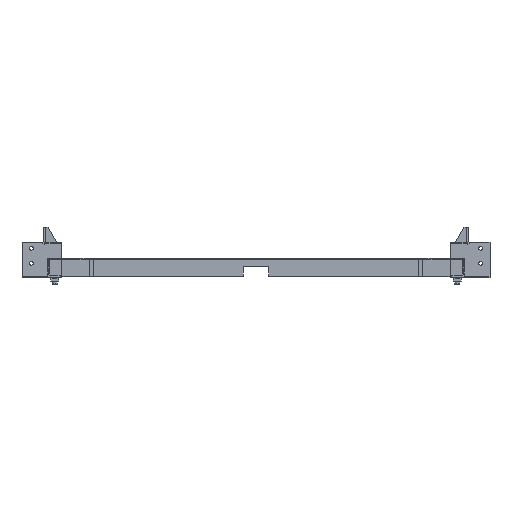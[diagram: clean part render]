
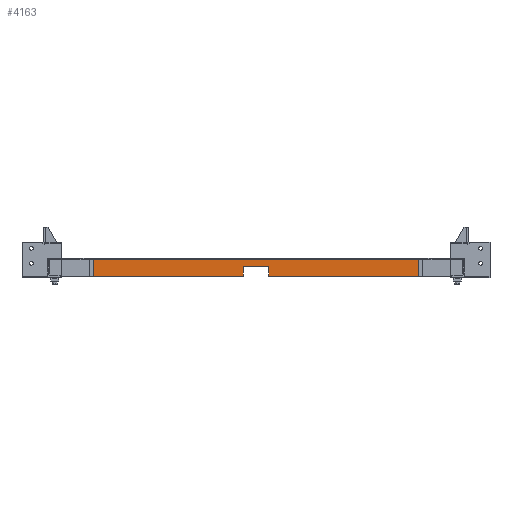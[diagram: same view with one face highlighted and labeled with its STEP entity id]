
A CAD part, front view. The second image highlights one B-rep face of the part: STEP entity #4163.
In plain terms, the highlighted planar face has unit normal (0, -1, 0).
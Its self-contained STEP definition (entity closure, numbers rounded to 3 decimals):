
#59 = LINE ( 'NONE', #1993, #21377 ) ;
#302 = CARTESIAN_POINT ( 'NONE',  ( 0., -1060.5, -30. ) ) ;
#573 = CARTESIAN_POINT ( 'NONE',  ( 271.5, -1060.5, -30. ) ) ;
#1311 = VERTEX_POINT ( 'NONE', #12721 ) ;
#1414 = EDGE_CURVE ( 'NONE', #1311, #2745, #6893, .T. ) ;
#1705 = VECTOR ( 'NONE', #3588, 1000. ) ;
#1744 = LINE ( 'NONE', #14975, #13729 ) ;
#1974 = LINE ( 'NONE', #11625, #1705 ) ;
#1993 = CARTESIAN_POINT ( 'NONE',  ( 271.5, -1060.5, -30. ) ) ;
#2071 = ORIENTED_EDGE ( 'NONE', *, *, #4893, .T. ) ;
#2113 = CARTESIAN_POINT ( 'NONE',  ( 21.5, -1060.5, -13.5 ) ) ;
#2403 = PLANE ( 'NONE',  #12033 ) ;
#2745 = VERTEX_POINT ( 'NONE', #6430 ) ;
#2910 = CARTESIAN_POINT ( 'NONE',  ( 0., -1060.5, -13.5 ) ) ;
#3098 = EDGE_CURVE ( 'NONE', #12288, #7581, #1744, .T. ) ;
#3202 = VERTEX_POINT ( 'NONE', #3361 ) ;
#3361 = CARTESIAN_POINT ( 'NONE',  ( -21.5, -1060.5, -13.5 ) ) ;
#3387 = EDGE_CURVE ( 'NONE', #1311, #16007, #20924, .T. ) ;
#3588 = DIRECTION ( 'NONE',  ( 0., 0., 1. ) ) ;
#3927 = LINE ( 'NONE', #19146, #10199 ) ;
#4163 = ADVANCED_FACE ( 'NONE', ( #17271 ), #2403, .F. ) ;
#4319 = EDGE_CURVE ( 'NONE', #3202, #12288, #17791, .T. ) ;
#4331 = DIRECTION ( 'NONE',  ( 0., 0., 1. ) ) ;
#4377 = VERTEX_POINT ( 'NONE', #20056 ) ;
#4771 = CARTESIAN_POINT ( 'NONE',  ( 271.5, -1060.5, -3. ) ) ;
#4859 = LINE ( 'NONE', #8241, #15103 ) ;
#4893 = EDGE_CURVE ( 'NONE', #11001, #10835, #59, .T. ) ;
#4992 = CARTESIAN_POINT ( 'NONE',  ( -271.5, -1060.5, -3. ) ) ;
#5368 = ORIENTED_EDGE ( 'NONE', *, *, #1414, .T. ) ;
#5773 = EDGE_CURVE ( 'NONE', #7581, #11001, #7005, .T. ) ;
#6088 = VECTOR ( 'NONE', #17575, 1000. ) ;
#6183 = CARTESIAN_POINT ( 'NONE',  ( 271.5, -1060.5, -30. ) ) ;
#6430 = CARTESIAN_POINT ( 'NONE',  ( -21.5, -1060.5, -30. ) ) ;
#6699 = VECTOR ( 'NONE', #6780, 1000. ) ;
#6780 = DIRECTION ( 'NONE',  ( 1., 0., 0. ) ) ;
#6893 = LINE ( 'NONE', #302, #6699 ) ;
#7005 = LINE ( 'NONE', #16905, #17996 ) ;
#7097 = ORIENTED_EDGE ( 'NONE', *, *, #5773, .T. ) ;
#7581 = VERTEX_POINT ( 'NONE', #20849 ) ;
#7672 = EDGE_CURVE ( 'NONE', #9804, #4377, #4859, .T. ) ;
#7898 = DIRECTION ( 'NONE',  ( 1., 0., 0. ) ) ;
#8006 = DIRECTION ( 'NONE',  ( 1., 0., 0. ) ) ;
#8122 = CARTESIAN_POINT ( 'NONE',  ( -271.5, -1060.5, 0. ) ) ;
#8241 = CARTESIAN_POINT ( 'NONE',  ( 0., -1060.5, 0. ) ) ;
#8345 = DIRECTION ( 'NONE',  ( 0., 0., -1. ) ) ;
#9804 = VERTEX_POINT ( 'NONE', #8122 ) ;
#9865 = CARTESIAN_POINT ( 'NONE',  ( 0., -1060.5, 0. ) ) ;
#9931 = DIRECTION ( 'NONE',  ( 0., 0., 1. ) ) ;
#10199 = VECTOR ( 'NONE', #15559, 1000. ) ;
#10835 = VERTEX_POINT ( 'NONE', #4771 ) ;
#11001 = VERTEX_POINT ( 'NONE', #573 ) ;
#11503 = DIRECTION ( 'NONE',  ( 1., 0., 0. ) ) ;
#11625 = CARTESIAN_POINT ( 'NONE',  ( -21.5, -1060.5, 0. ) ) ;
#12033 = AXIS2_PLACEMENT_3D ( 'NONE', #9865, #14644, #8006 ) ;
#12288 = VERTEX_POINT ( 'NONE', #2113 ) ;
#12393 = EDGE_CURVE ( 'NONE', #16007, #9804, #3927, .T. ) ;
#12721 = CARTESIAN_POINT ( 'NONE',  ( -271.5, -1060.5, -30. ) ) ;
#12935 = ORIENTED_EDGE ( 'NONE', *, *, #12393, .F. ) ;
#13101 = EDGE_LOOP ( 'NONE', ( #7097, #2071, #20680, #15801, #12935, #16708, #5368, #15358, #15075, #17084 ) ) ;
#13139 = LINE ( 'NONE', #6183, #19891 ) ;
#13729 = VECTOR ( 'NONE', #8345, 1000. ) ;
#14644 = DIRECTION ( 'NONE',  ( 0., 1., 0. ) ) ;
#14975 = CARTESIAN_POINT ( 'NONE',  ( 21.5, -1060.5, 0. ) ) ;
#15075 = ORIENTED_EDGE ( 'NONE', *, *, #4319, .T. ) ;
#15103 = VECTOR ( 'NONE', #11503, 1000. ) ;
#15358 = ORIENTED_EDGE ( 'NONE', *, *, #16020, .T. ) ;
#15559 = DIRECTION ( 'NONE',  ( 0., 0., 1. ) ) ;
#15584 = DIRECTION ( 'NONE',  ( 1., 0., 0. ) ) ;
#15801 = ORIENTED_EDGE ( 'NONE', *, *, #7672, .F. ) ;
#16007 = VERTEX_POINT ( 'NONE', #4992 ) ;
#16020 = EDGE_CURVE ( 'NONE', #2745, #3202, #1974, .T. ) ;
#16206 = EDGE_CURVE ( 'NONE', #10835, #4377, #13139, .T. ) ;
#16708 = ORIENTED_EDGE ( 'NONE', *, *, #3387, .F. ) ;
#16905 = CARTESIAN_POINT ( 'NONE',  ( 0., -1060.5, -30. ) ) ;
#17084 = ORIENTED_EDGE ( 'NONE', *, *, #3098, .T. ) ;
#17271 = FACE_OUTER_BOUND ( 'NONE', #13101, .T. ) ;
#17575 = DIRECTION ( 'NONE',  ( 0., 0., 1. ) ) ;
#17599 = VECTOR ( 'NONE', #7898, 1000. ) ;
#17791 = LINE ( 'NONE', #2910, #17599 ) ;
#17902 = CARTESIAN_POINT ( 'NONE',  ( -271.5, -1060.5, -30. ) ) ;
#17996 = VECTOR ( 'NONE', #15584, 1000. ) ;
#19146 = CARTESIAN_POINT ( 'NONE',  ( -271.5, -1060.5, 0. ) ) ;
#19891 = VECTOR ( 'NONE', #4331, 1000. ) ;
#20056 = CARTESIAN_POINT ( 'NONE',  ( 271.5, -1060.5, 0. ) ) ;
#20680 = ORIENTED_EDGE ( 'NONE', *, *, #16206, .T. ) ;
#20849 = CARTESIAN_POINT ( 'NONE',  ( 21.5, -1060.5, -30. ) ) ;
#20924 = LINE ( 'NONE', #17902, #6088 ) ;
#21377 = VECTOR ( 'NONE', #9931, 1000. ) ;
